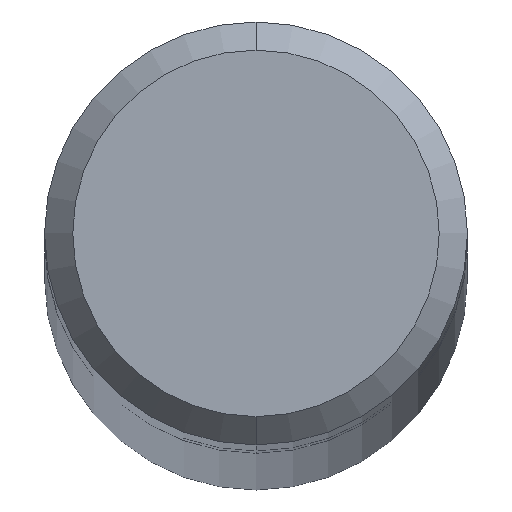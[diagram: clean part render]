
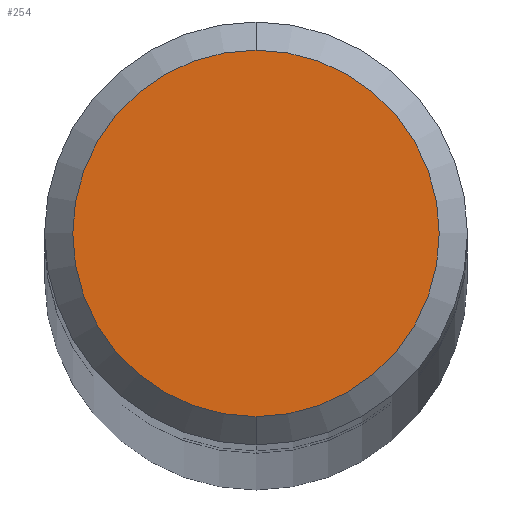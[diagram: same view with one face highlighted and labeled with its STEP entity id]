
A CAD part, top view. The second image highlights one B-rep face of the part: STEP entity #254.
In plain terms, the highlighted planar face has unit normal (0, 0, 1).
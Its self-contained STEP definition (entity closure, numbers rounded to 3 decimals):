
#254=ADVANCED_FACE('',(#548),#549,.T.);
#322=VERTEX_POINT('',#626);
#384=EDGE_CURVE('',#396,#322,#694,.T.);
#396=VERTEX_POINT('',#707);
#398=EDGE_CURVE('',#322,#396,#709,.T.);
#548=FACE_OUTER_BOUND('',#950,.T.);
#549=PLANE('',#951);
#626=CARTESIAN_POINT('',(0.0,2.6,0.));
#694=CIRCLE('',#1240,2.6);
#707=CARTESIAN_POINT('',(0.,-2.6,0.));
#709=CIRCLE('',#1270,2.6);
#950=EDGE_LOOP('',(#1463,#1464));
#951=AXIS2_PLACEMENT_3D('',#1465,#1466,#1467);
#1240=AXIS2_PLACEMENT_3D('',#1636,#1637,#1638);
#1270=AXIS2_PLACEMENT_3D('',#1649,#1650,#1651);
#1463=ORIENTED_EDGE('',*,*,#398,.F.);
#1464=ORIENTED_EDGE('',*,*,#384,.F.);
#1465=CARTESIAN_POINT('',(0.0,1.3,0.));
#1466=DIRECTION('',(-0.0,0.0,1.0));
#1467=DIRECTION('',(0.0,-1.0,0.0));
#1636=CARTESIAN_POINT('',(0.0,0.0,0.));
#1637=DIRECTION('',(0.0,0.0,-1.0));
#1638=DIRECTION('',(0.0,1.0,0.0));
#1649=CARTESIAN_POINT('',(0.0,0.0,0.));
#1650=DIRECTION('',(0.0,0.0,-1.0));
#1651=DIRECTION('',(0.0,1.0,0.0));
